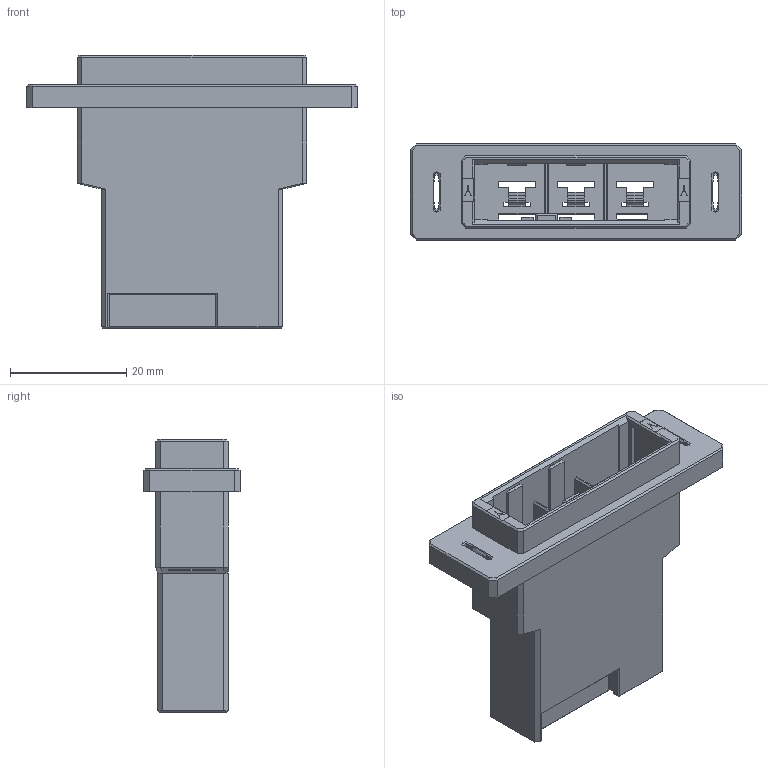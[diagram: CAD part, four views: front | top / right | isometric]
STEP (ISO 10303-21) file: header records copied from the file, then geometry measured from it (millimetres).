
FILE_DESCRIPTION( ('This file contains a STEP AP42 implementation' ,'as created by ZW3D STEP Interface translator.') ,'2;1' );
FILE_NAME( 'WD10160-1HGXXB00XW.stp' ,'231214.143538', (''), ('ZWCAD Software Co.'), 'Version 1.0', 'ZW3D to STEP translator', '' );
FILE_SCHEMA(('AUTOMOTIVE_DESIGN { 1 0 10303 214 1 1 1 1 }'));
Length unit declared in the file: millimetre
Products named in the file (2): 0; WD10160-1HGXXB00XW
Bounding box: 57 x 16.54 x 47 mm (x, y, z)
Volume: 9221.1 mm3
Topology: 1 solids, 3 shells, 797 faces, 2206 edges, 1414 vertices
Faces by surface type: plane 671, cylinder 66, bspline 60
Entity records: 28338 total; most frequent: CARTESIAN_POINT 7596, ORIENTED_EDGE 4400, DIRECTION 3651, EDGE_CURVE 2200, VECTOR 1953, LINE 1953, VERTEX_POINT 1413, AXIS2_PLACEMENT_3D 849
